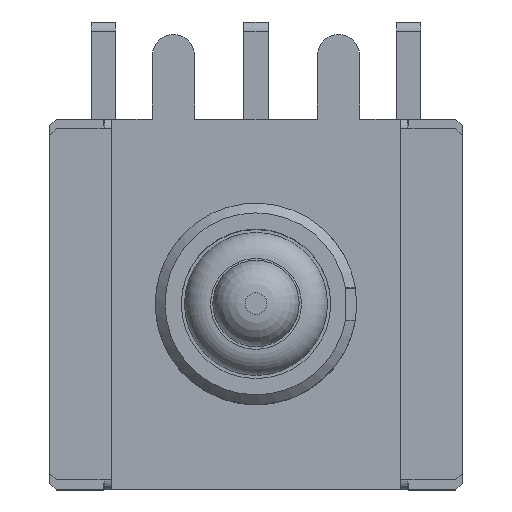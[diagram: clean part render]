
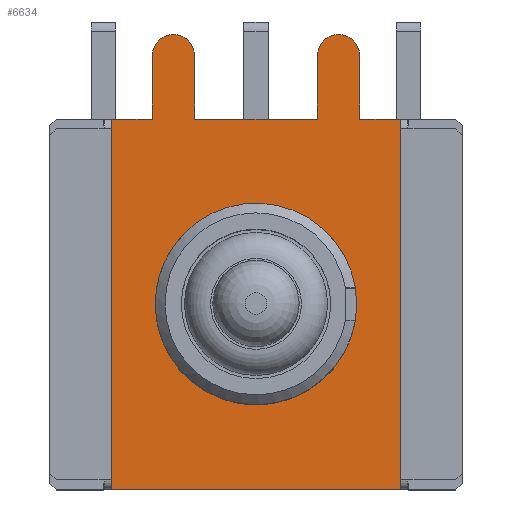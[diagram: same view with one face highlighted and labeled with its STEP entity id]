
A CAD part, top view. The second image highlights one B-rep face of the part: STEP entity #6634.
In plain terms, the highlighted face is planar.
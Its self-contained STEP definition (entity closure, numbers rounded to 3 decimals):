
#1028=LINE('',#14141,#1591);
#1031=LINE('',#14147,#1594);
#1034=LINE('',#14153,#1597);
#1035=LINE('',#14155,#1598);
#1040=LINE('',#14165,#1603);
#1042=LINE('',#14169,#1605);
#1048=LINE('',#14187,#1611);
#1049=LINE('',#14189,#1612);
#1050=LINE('',#14191,#1613);
#1051=LINE('',#14195,#1614);
#1591=VECTOR('',#10279,1000.);
#1594=VECTOR('',#10284,1000.);
#1597=VECTOR('',#10289,1000.);
#1598=VECTOR('',#10292,1000.);
#1603=VECTOR('',#10299,1000.);
#1605=VECTOR('',#10303,1000.);
#1611=VECTOR('',#10319,1000.);
#1612=VECTOR('',#10320,1000.);
#1613=VECTOR('',#10321,1000.);
#1614=VECTOR('',#10324,1000.);
#3466=ORIENTED_EDGE('',*,*,#4432,.F.);
#3467=ORIENTED_EDGE('',*,*,#4433,.F.);
#3468=ORIENTED_EDGE('',*,*,#4424,.F.);
#3469=ORIENTED_EDGE('',*,*,#4406,.F.);
#3470=ORIENTED_EDGE('',*,*,#4410,.F.);
#3471=ORIENTED_EDGE('',*,*,#4413,.F.);
#3472=ORIENTED_EDGE('',*,*,#4416,.F.);
#3473=ORIENTED_EDGE('',*,*,#4417,.F.);
#3474=ORIENTED_EDGE('',*,*,#4422,.F.);
#3475=ORIENTED_EDGE('',*,*,#4434,.F.);
#3476=ORIENTED_EDGE('',*,*,#4435,.T.);
#3477=ORIENTED_EDGE('',*,*,#4436,.T.);
#3478=ORIENTED_EDGE('',*,*,#4437,.T.);
#4406=EDGE_CURVE('',#5049,#5050,#5138,.T.);
#4410=EDGE_CURVE('',#5052,#5049,#1028,.T.);
#4413=EDGE_CURVE('',#5054,#5052,#1031,.T.);
#4416=EDGE_CURVE('',#5056,#5054,#1034,.T.);
#4417=EDGE_CURVE('',#5057,#5056,#1035,.T.);
#4422=EDGE_CURVE('',#5060,#5057,#1040,.T.);
#4424=EDGE_CURVE('',#5050,#5062,#1042,.T.);
#4432=EDGE_CURVE('',#5068,#5068,#5141,.F.);
#4433=EDGE_CURVE('',#5062,#5069,#1048,.T.);
#4434=EDGE_CURVE('',#5070,#5060,#1049,.T.);
#4435=EDGE_CURVE('',#5070,#5071,#1050,.T.);
#4436=EDGE_CURVE('',#5071,#5072,#5142,.T.);
#4437=EDGE_CURVE('',#5072,#5069,#1051,.T.);
#5049=VERTEX_POINT('',#14132);
#5050=VERTEX_POINT('',#14134);
#5052=VERTEX_POINT('',#14140);
#5054=VERTEX_POINT('',#14146);
#5056=VERTEX_POINT('',#14152);
#5057=VERTEX_POINT('',#14156);
#5060=VERTEX_POINT('',#14164);
#5062=VERTEX_POINT('',#14170);
#5068=VERTEX_POINT('',#14186);
#5069=VERTEX_POINT('',#14188);
#5070=VERTEX_POINT('',#14190);
#5071=VERTEX_POINT('',#14192);
#5072=VERTEX_POINT('',#14194);
#5138=CIRCLE('',#8855,0.65);
#5141=CIRCLE('',#8866,3.1);
#5142=CIRCLE('',#8867,0.65);
#5556=EDGE_LOOP('',(#3466));
#5557=EDGE_LOOP('',(#3467,#3468,#3469,#3470,#3471,#3472,#3473,#3474,#3475,
#3476,#3477,#3478));
#5978=FACE_BOUND('',#5556,.T.);
#5979=FACE_BOUND('',#5557,.T.);
#6265=PLANE('',#8865);
#6634=ADVANCED_FACE('',(#5978,#5979),#6265,.F.);
#8855=AXIS2_PLACEMENT_3D('',#14133,#10272,#10273);
#8865=AXIS2_PLACEMENT_3D('',#14184,#10315,#10316);
#8866=AXIS2_PLACEMENT_3D('',#14185,#10317,#10318);
#8867=AXIS2_PLACEMENT_3D('',#14193,#10322,#10323);
#10272=DIRECTION('',(0.,0.,1.));
#10273=DIRECTION('',(-1.,0.,0.));
#10279=DIRECTION('',(0.,-1.,0.));
#10284=DIRECTION('',(1.,0.,0.));
#10289=DIRECTION('',(0.,-1.,0.));
#10292=DIRECTION('',(-1.,0.,0.));
#10299=DIRECTION('',(0.,1.,0.));
#10303=DIRECTION('',(0.,1.,0.));
#10315=DIRECTION('',(0.,0.,1.));
#10316=DIRECTION('',(1.,0.,0.));
#10317=DIRECTION('',(0.,0.,1.));
#10318=DIRECTION('',(1.,0.,0.));
#10319=DIRECTION('',(1.,0.,0.));
#10320=DIRECTION('',(1.,0.,0.));
#10321=DIRECTION('',(0.,-1.,0.));
#10322=DIRECTION('',(0.,0.,-1.));
#10323=DIRECTION('',(1.,0.,0.));
#10324=DIRECTION('',(0.,1.,0.));
#14132=CARTESIAN_POINT('',(-3.19,-7.65,-0.5));
#14133=CARTESIAN_POINT('',(-2.54,-7.65,-0.5));
#14134=CARTESIAN_POINT('',(-1.89,-7.65,-0.5));
#14140=CARTESIAN_POINT('',(-3.19,-5.7,-0.5));
#14141=CARTESIAN_POINT('',(-3.19,-5.7,-0.5));
#14146=CARTESIAN_POINT('',(-4.45,-5.7,-0.5));
#14147=CARTESIAN_POINT('',(-4.45,-5.7,-0.5));
#14152=CARTESIAN_POINT('',(-4.45,5.7,-0.5));
#14153=CARTESIAN_POINT('',(-4.45,5.7,-0.5));
#14155=CARTESIAN_POINT('',(4.45,5.7,-0.5));
#14156=CARTESIAN_POINT('',(4.45,5.7,-0.5));
#14164=CARTESIAN_POINT('',(4.45,-5.7,-0.5));
#14165=CARTESIAN_POINT('',(4.45,-5.7,-0.5));
#14169=CARTESIAN_POINT('',(-1.89,-7.65,-0.5));
#14170=CARTESIAN_POINT('',(-1.89,-5.7,-0.5));
#14184=CARTESIAN_POINT('',(0.,0.,-0.5));
#14185=CARTESIAN_POINT('',(0.,0.,-0.5));
#14186=CARTESIAN_POINT('',(3.1,0.,-0.5));
#14187=CARTESIAN_POINT('',(-4.45,-5.7,-0.5));
#14188=CARTESIAN_POINT('',(1.89,-5.7,-0.5));
#14189=CARTESIAN_POINT('',(-4.45,-5.7,-0.5));
#14190=CARTESIAN_POINT('',(3.19,-5.7,-0.5));
#14191=CARTESIAN_POINT('',(3.19,-5.7,-0.5));
#14192=CARTESIAN_POINT('',(3.19,-7.65,-0.5));
#14193=CARTESIAN_POINT('',(2.54,-7.65,-0.5));
#14194=CARTESIAN_POINT('',(1.89,-7.65,-0.5));
#14195=CARTESIAN_POINT('',(1.89,-7.65,-0.5));
